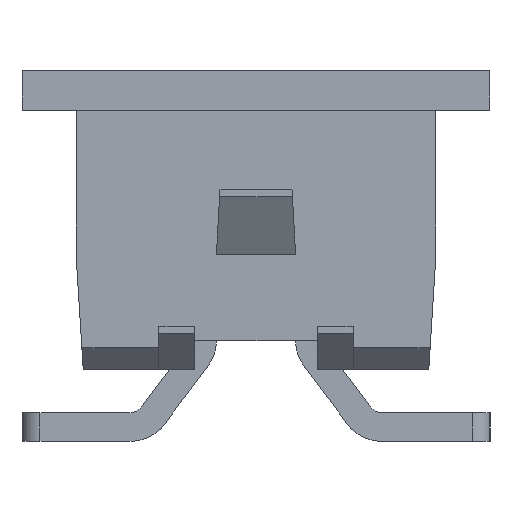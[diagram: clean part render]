
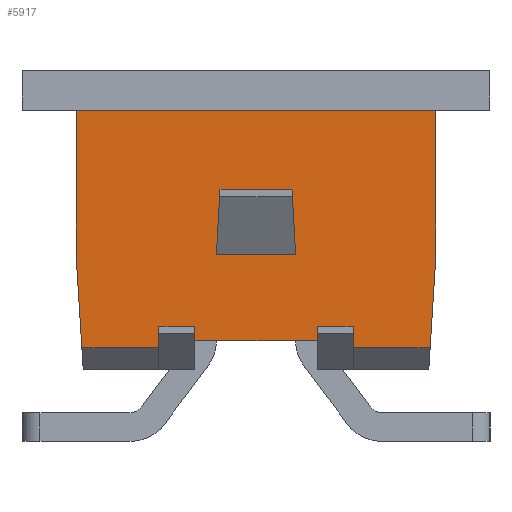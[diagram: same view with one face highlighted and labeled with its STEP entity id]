
A CAD part, left-side view. The second image highlights one B-rep face of the part: STEP entity #5917.
In plain terms, the highlighted planar face has unit normal (-1, 0, 0).
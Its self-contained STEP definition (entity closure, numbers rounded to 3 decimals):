
#431=ORIENTED_EDGE('',*,*,#2091,.T.);
#432=ORIENTED_EDGE('',*,*,#2071,.T.);
#433=ORIENTED_EDGE('',*,*,#2092,.F.);
#434=ORIENTED_EDGE('',*,*,#2079,.F.);
#435=ORIENTED_EDGE('',*,*,#2093,.T.);
#436=ORIENTED_EDGE('',*,*,#2094,.T.);
#437=ORIENTED_EDGE('',*,*,#2095,.F.);
#438=ORIENTED_EDGE('',*,*,#2096,.T.);
#439=ORIENTED_EDGE('',*,*,#2097,.F.);
#440=ORIENTED_EDGE('',*,*,#2098,.F.);
#441=ORIENTED_EDGE('',*,*,#2099,.T.);
#442=ORIENTED_EDGE('',*,*,#2100,.T.);
#443=ORIENTED_EDGE('',*,*,#2101,.F.);
#444=ORIENTED_EDGE('',*,*,#2102,.F.);
#445=ORIENTED_EDGE('',*,*,#2103,.F.);
#446=ORIENTED_EDGE('',*,*,#2104,.T.);
#447=ORIENTED_EDGE('',*,*,#2105,.T.);
#448=ORIENTED_EDGE('',*,*,#2106,.T.);
#2071=EDGE_CURVE('',#2887,#2888,#3483,.T.);
#2079=EDGE_CURVE('',#2893,#2894,#3491,.T.);
#2091=EDGE_CURVE('',#2893,#2887,#3503,.T.);
#2092=EDGE_CURVE('',#2894,#2888,#3504,.T.);
#2093=EDGE_CURVE('',#2903,#2904,#3505,.T.);
#2094=EDGE_CURVE('',#2904,#2905,#3506,.T.);
#2095=EDGE_CURVE('',#2906,#2905,#3507,.T.);
#2096=EDGE_CURVE('',#2906,#2907,#3508,.T.);
#2097=EDGE_CURVE('',#2908,#2907,#3509,.T.);
#2098=EDGE_CURVE('',#2909,#2908,#3510,.T.);
#2099=EDGE_CURVE('',#2909,#2910,#3511,.T.);
#2100=EDGE_CURVE('',#2910,#2911,#3512,.T.);
#2101=EDGE_CURVE('',#2912,#2911,#3513,.T.);
#2102=EDGE_CURVE('',#2913,#2912,#3514,.T.);
#2103=EDGE_CURVE('',#2914,#2913,#3515,.T.);
#2104=EDGE_CURVE('',#2914,#2915,#3516,.T.);
#2105=EDGE_CURVE('',#2915,#2916,#3517,.T.);
#2106=EDGE_CURVE('',#2916,#2903,#3518,.T.);
#2887=VERTEX_POINT('',#8509);
#2888=VERTEX_POINT('',#8510);
#2893=VERTEX_POINT('',#8524);
#2894=VERTEX_POINT('',#8526);
#2903=VERTEX_POINT('',#8553);
#2904=VERTEX_POINT('',#8554);
#2905=VERTEX_POINT('',#8556);
#2906=VERTEX_POINT('',#8558);
#2907=VERTEX_POINT('',#8560);
#2908=VERTEX_POINT('',#8562);
#2909=VERTEX_POINT('',#8564);
#2910=VERTEX_POINT('',#8566);
#2911=VERTEX_POINT('',#8568);
#2912=VERTEX_POINT('',#8570);
#2913=VERTEX_POINT('',#8572);
#2914=VERTEX_POINT('',#8574);
#2915=VERTEX_POINT('',#8576);
#2916=VERTEX_POINT('',#8578);
#3483=LINE('',#8508,#4305);
#3491=LINE('',#8525,#4313);
#3503=LINE('',#8550,#4325);
#3504=LINE('',#8551,#4326);
#3505=LINE('',#8552,#4327);
#3506=LINE('',#8555,#4328);
#3507=LINE('',#8557,#4329);
#3508=LINE('',#8559,#4330);
#3509=LINE('',#8561,#4331);
#3510=LINE('',#8563,#4332);
#3511=LINE('',#8565,#4333);
#3512=LINE('',#8567,#4334);
#3513=LINE('',#8569,#4335);
#3514=LINE('',#8571,#4336);
#3515=LINE('',#8573,#4337);
#3516=LINE('',#8575,#4338);
#3517=LINE('',#8577,#4339);
#3518=LINE('',#8579,#4340);
#4305=VECTOR('',#6876,1000.);
#4313=VECTOR('',#6888,1000.);
#4325=VECTOR('',#6908,1000.);
#4326=VECTOR('',#6909,1000.);
#4327=VECTOR('',#6910,1000.);
#4328=VECTOR('',#6911,1000.);
#4329=VECTOR('',#6912,1000.);
#4330=VECTOR('',#6913,1000.);
#4331=VECTOR('',#6914,1000.);
#4332=VECTOR('',#6915,1000.);
#4333=VECTOR('',#6916,1000.);
#4334=VECTOR('',#6917,1000.);
#4335=VECTOR('',#6918,1000.);
#4336=VECTOR('',#6919,1000.);
#4337=VECTOR('',#6920,1000.);
#4338=VECTOR('',#6921,1000.);
#4339=VECTOR('',#6922,1000.);
#4340=VECTOR('',#6923,1000.);
#4973=EDGE_LOOP('',(#431,#432,#433,#434));
#4974=EDGE_LOOP('',(#435,#436,#437,#438,#439,#440,#441,#442,#443,#444,#445,
#446,#447,#448));
#5305=FACE_BOUND('',#4973,.T.);
#5306=FACE_BOUND('',#4974,.T.);
#5637=PLANE('',#6249);
#5917=ADVANCED_FACE('',(#5305,#5306),#5637,.F.);
#6249=AXIS2_PLACEMENT_3D('',#8549,#6906,#6907);
#6876=DIRECTION('',(0.,1.,0.));
#6888=DIRECTION('',(0.,1.,0.));
#6906=DIRECTION('',(1.,0.,0.));
#6907=DIRECTION('',(0.,0.,-1.));
#6908=DIRECTION('',(0.,-0.055,-0.998));
#6909=DIRECTION('',(0.,0.055,-0.998));
#6910=DIRECTION('',(0.,0.,1.));
#6911=DIRECTION('',(0.,-1.,0.));
#6912=DIRECTION('',(0.,0.,1.));
#6913=DIRECTION('',(0.,-1.,0.));
#6914=DIRECTION('',(0.,0.,-1.));
#6915=DIRECTION('',(0.,1.,0.));
#6916=DIRECTION('',(0.,0.,-1.));
#6917=DIRECTION('',(0.,-1.,0.));
#6918=DIRECTION('',(0.,0.062,-0.998));
#6919=DIRECTION('',(0.,0.,-1.));
#6920=DIRECTION('',(0.,-1.,0.));
#6921=DIRECTION('',(0.,0.,-1.));
#6922=DIRECTION('',(0.,-0.062,-0.998));
#6923=DIRECTION('',(0.,-1.,0.));
#8508=CARTESIAN_POINT('',(-12.445,-0.55,1.6));
#8509=CARTESIAN_POINT('',(-12.445,-0.55,1.6));
#8510=CARTESIAN_POINT('',(-12.445,0.55,1.6));
#8524=CARTESIAN_POINT('',(-12.445,-0.5,2.5));
#8525=CARTESIAN_POINT('',(-12.445,-0.55,2.5));
#8526=CARTESIAN_POINT('',(-12.445,0.5,2.5));
#8549=CARTESIAN_POINT('',(-12.445,2.5,3.6));
#8550=CARTESIAN_POINT('',(-12.445,-0.5,2.5));
#8551=CARTESIAN_POINT('',(-12.445,0.5,2.5));
#8552=CARTESIAN_POINT('',(-12.445,1.35,0.3));
#8553=CARTESIAN_POINT('',(-12.445,1.35,0.3));
#8554=CARTESIAN_POINT('',(-12.445,1.35,0.6));
#8555=CARTESIAN_POINT('',(-12.445,1.35,0.6));
#8556=CARTESIAN_POINT('',(-12.445,0.85,0.6));
#8557=CARTESIAN_POINT('',(-12.445,0.85,0.3));
#8558=CARTESIAN_POINT('',(-12.445,0.85,0.4));
#8559=CARTESIAN_POINT('',(-12.445,2.5,0.4));
#8560=CARTESIAN_POINT('',(-12.445,-0.85,0.4));
#8561=CARTESIAN_POINT('',(-12.445,-0.85,0.6));
#8562=CARTESIAN_POINT('',(-12.445,-0.85,0.6));
#8563=CARTESIAN_POINT('',(-12.445,-1.35,0.6));
#8564=CARTESIAN_POINT('',(-12.445,-1.35,0.6));
#8565=CARTESIAN_POINT('',(-12.445,-1.35,0.6));
#8566=CARTESIAN_POINT('',(-12.445,-1.35,0.3));
#8567=CARTESIAN_POINT('',(-12.445,2.5,0.3));
#8568=CARTESIAN_POINT('',(-12.445,-2.419,0.3));
#8569=CARTESIAN_POINT('',(-12.445,-2.605,3.281));
#8570=CARTESIAN_POINT('',(-12.445,-2.5,1.6));
#8571=CARTESIAN_POINT('',(-12.445,-2.5,3.6));
#8572=CARTESIAN_POINT('',(-12.445,-2.5,3.6));
#8573=CARTESIAN_POINT('',(-12.445,2.5,3.6));
#8574=CARTESIAN_POINT('',(-12.445,2.5,3.6));
#8575=CARTESIAN_POINT('',(-12.445,2.5,3.6));
#8576=CARTESIAN_POINT('',(-12.445,2.5,1.6));
#8577=CARTESIAN_POINT('',(-12.445,2.625,3.592));
#8578=CARTESIAN_POINT('',(-12.445,2.419,0.3));
#8579=CARTESIAN_POINT('',(-12.445,2.5,0.3));
